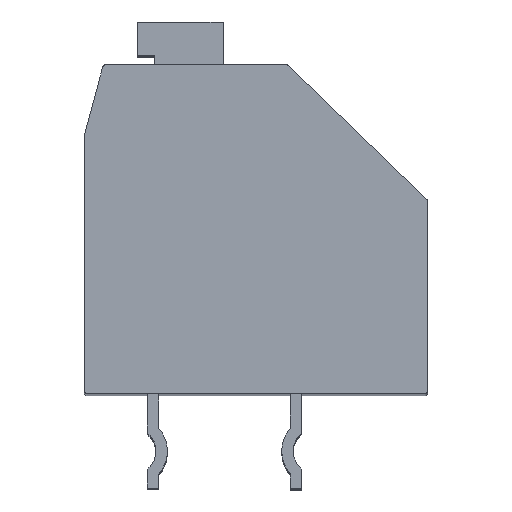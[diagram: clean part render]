
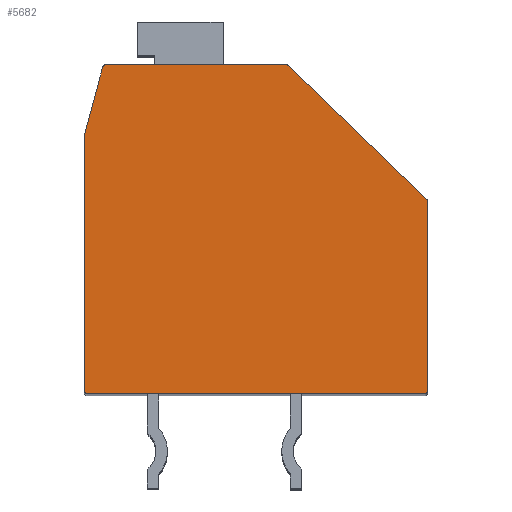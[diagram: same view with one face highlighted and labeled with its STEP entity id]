
A CAD part, top view. The second image highlights one B-rep face of the part: STEP entity #5682.
In plain terms, the highlighted planar face has unit normal (0, 0, 1).
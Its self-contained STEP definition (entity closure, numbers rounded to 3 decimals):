
#343=CARTESIAN_POINT('',(5.9,0.978,2.75));
#344=DIRECTION('',(0.,0.,1.));
#345=DIRECTION('',(1.,0.,0.));
#346=AXIS2_PLACEMENT_3D('',#343,#344,#345);
#348=DIRECTION('',(0.,1.,0.));
#349=VECTOR('',#348,6.628);
#350=CARTESIAN_POINT('',(6.,-5.65,2.75));
#351=LINE('',#350,#349);
#352=CARTESIAN_POINT('',(5.9,-5.65,2.75));
#353=DIRECTION('',(0.,0.,1.));
#354=DIRECTION('',(0.,-1.,0.));
#355=AXIS2_PLACEMENT_3D('',#352,#353,#354);
#357=DIRECTION('',(1.,0.,0.));
#358=VECTOR('',#357,11.8);
#359=CARTESIAN_POINT('',(-5.9,-5.75,2.75));
#360=LINE('',#359,#358);
#361=CARTESIAN_POINT('',(-5.9,-5.65,2.75));
#362=DIRECTION('',(0.,0.,1.));
#363=DIRECTION('',(-1.,0.,0.));
#364=AXIS2_PLACEMENT_3D('',#361,#362,#363);
#366=DIRECTION('',(0.,-1.,0.));
#367=VECTOR('',#366,8.937);
#368=CARTESIAN_POINT('',(-6.,3.287,2.75));
#369=LINE('',#368,#367);
#370=CARTESIAN_POINT('',(-5.9,3.287,2.75));
#371=DIRECTION('',(0.,0.,-1.));
#372=DIRECTION('',(-1.,0.,0.));
#373=AXIS2_PLACEMENT_3D('',#370,#371,#372);
#375=DIRECTION('',(-0.26,-0.966,0.));
#376=VECTOR('',#375,2.447);
#377=CARTESIAN_POINT('',(-5.36,5.676,2.75));
#378=LINE('',#377,#376);
#379=CARTESIAN_POINT('',(-5.263,5.65,2.75));
#380=DIRECTION('',(0.,0.,1.));
#381=DIRECTION('',(0.,1.,0.));
#382=AXIS2_PLACEMENT_3D('',#379,#380,#381);
#384=DIRECTION('',(-1.,0.,0.));
#385=VECTOR('',#384,6.323);
#386=CARTESIAN_POINT('',(1.06,5.75,2.75));
#387=LINE('',#386,#385);
#388=CARTESIAN_POINT('',(1.06,5.65,2.75));
#389=DIRECTION('',(0.,0.,1.));
#390=DIRECTION('',(0.695,0.719,0.));
#391=AXIS2_PLACEMENT_3D('',#388,#389,#390);
#393=DIRECTION('',(-0.719,0.695,0.));
#394=VECTOR('',#393,6.728);
#395=CARTESIAN_POINT('',(5.969,1.049,2.75));
#396=LINE('',#395,#394);
#4155=CARTESIAN_POINT('',(6.,0.978,2.75));
#4156=VERTEX_POINT('',#4155);
#4157=CARTESIAN_POINT('',(5.969,1.049,2.75));
#4158=VERTEX_POINT('',#4157);
#4163=CARTESIAN_POINT('',(5.9,-5.75,2.75));
#4164=VERTEX_POINT('',#4163);
#4165=CARTESIAN_POINT('',(6.,-5.65,2.75));
#4166=VERTEX_POINT('',#4165);
#4171=CARTESIAN_POINT('',(1.129,5.722,2.75));
#4172=CARTESIAN_POINT('',(1.06,5.75,2.75));
#4173=VERTEX_POINT('',#4171);
#4174=VERTEX_POINT('',#4172);
#4175=CARTESIAN_POINT('',(-5.263,5.75,2.75));
#4176=CARTESIAN_POINT('',(-5.36,5.676,2.75));
#4177=VERTEX_POINT('',#4175);
#4178=VERTEX_POINT('',#4176);
#4183=CARTESIAN_POINT('',(-6.,3.287,2.75));
#4185=VERTEX_POINT('',#4183);
#4189=CARTESIAN_POINT('',(-5.997,3.313,2.75));
#4190=VERTEX_POINT('',#4189);
#4195=CARTESIAN_POINT('',(-6.,-5.65,2.75));
#4196=VERTEX_POINT('',#4195);
#4197=CARTESIAN_POINT('',(-5.9,-5.75,2.75));
#4198=VERTEX_POINT('',#4197);
#5660=CARTESIAN_POINT('',(0.,0.,2.75));
#5661=DIRECTION('',(0.,0.,1.));
#5662=DIRECTION('',(1.,0.,0.));
#5663=AXIS2_PLACEMENT_3D('',#5660,#5661,#5662);
#5664=PLANE('',#5663);
#5665=ORIENTED_EDGE('',*,*,#5381,.F.);
#5666=ORIENTED_EDGE('',*,*,#5397,.F.);
#5667=ORIENTED_EDGE('',*,*,#5410,.F.);
#5668=ORIENTED_EDGE('',*,*,#5425,.F.);
#5669=ORIENTED_EDGE('',*,*,#5598,.F.);
#5670=ORIENTED_EDGE('',*,*,#5611,.F.);
#5671=ORIENTED_EDGE('',*,*,#5627,.T.);
#5672=ORIENTED_EDGE('',*,*,#5639,.F.);
#5673=ORIENTED_EDGE('',*,*,#5651,.F.);
#5675=ORIENTED_EDGE('',*,*,#5674,.F.);
#5677=ORIENTED_EDGE('',*,*,#5676,.F.);
#5679=ORIENTED_EDGE('',*,*,#5678,.F.);
#5680=EDGE_LOOP('',(#5665,#5666,#5667,#5668,#5669,#5670,#5671,#5672,#5673,#5675,
#5677,#5679));
#5681=FACE_OUTER_BOUND('',#5680,.F.);
#5682=ADVANCED_FACE('',(#5681),#5664,.T.);
#347=CIRCLE('',#346,0.1);
#356=CIRCLE('',#355,0.1);
#365=CIRCLE('',#364,0.1);
#374=CIRCLE('',#373,0.1);
#383=CIRCLE('',#382,0.1);
#392=CIRCLE('',#391,0.1);
#5381=EDGE_CURVE('',#4156,#4158,#347,.T.);
#5397=EDGE_CURVE('',#4166,#4156,#351,.T.);
#5410=EDGE_CURVE('',#4164,#4166,#356,.T.);
#5425=EDGE_CURVE('',#4198,#4164,#360,.T.);
#5598=EDGE_CURVE('',#4196,#4198,#365,.T.);
#5611=EDGE_CURVE('',#4185,#4196,#369,.T.);
#5627=EDGE_CURVE('',#4185,#4190,#374,.T.);
#5639=EDGE_CURVE('',#4178,#4190,#378,.T.);
#5651=EDGE_CURVE('',#4177,#4178,#383,.T.);
#5674=EDGE_CURVE('',#4174,#4177,#387,.T.);
#5676=EDGE_CURVE('',#4173,#4174,#392,.T.);
#5678=EDGE_CURVE('',#4158,#4173,#396,.T.);
